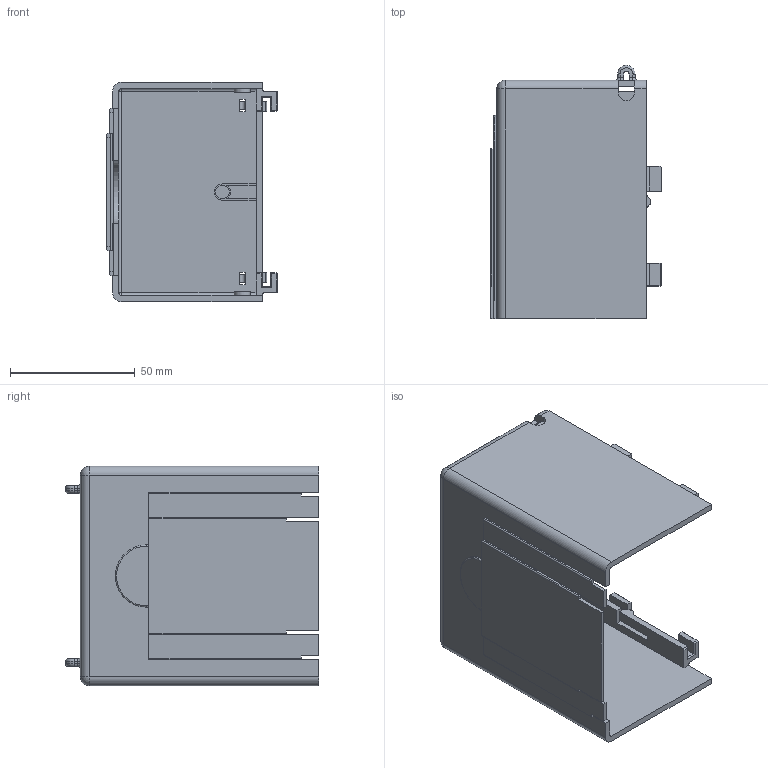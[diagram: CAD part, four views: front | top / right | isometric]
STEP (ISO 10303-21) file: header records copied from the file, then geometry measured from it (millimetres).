
FILE_DESCRIPTION((''),'2;1');
FILE_NAME('CXBY68899_PRT_A_1','2024-07-24T10:21:40',('FIRARAN'),(''),'CREO PARAMETRIC BY PTC INC, 2022364','CREO PARAMETRIC BY PTC INC, 2022364','');
FILE_SCHEMA(('AUTOMOTIVE_DESIGN { 1 0 10303 214 1 1 1 1 }'));
Length unit declared in the file: millimetre
Products named in the file (1): CXBY68899_PRT_A_1
Bounding box: 68.4 x 101.5 x 88 mm (x, y, z)
Volume: 60396.8 mm3; surface area: 55328.6 mm2
Topology: 1 solids, 1 shells, 229 faces, 639 edges, 402 vertices
Faces by surface type: plane 152, cylinder 58, torus 13, sphere 4, cone 2
Entity records: 11435 total; most frequent: CARTESIAN_POINT 1311, ORIENTED_EDGE 1270, DIRECTION 1252, PRESENTATION_STYLE_ASSIGNMENT 869, STYLED_ITEM 640, CURVE_STYLE 639, EDGE_CURVE 635, VECTOR 501
